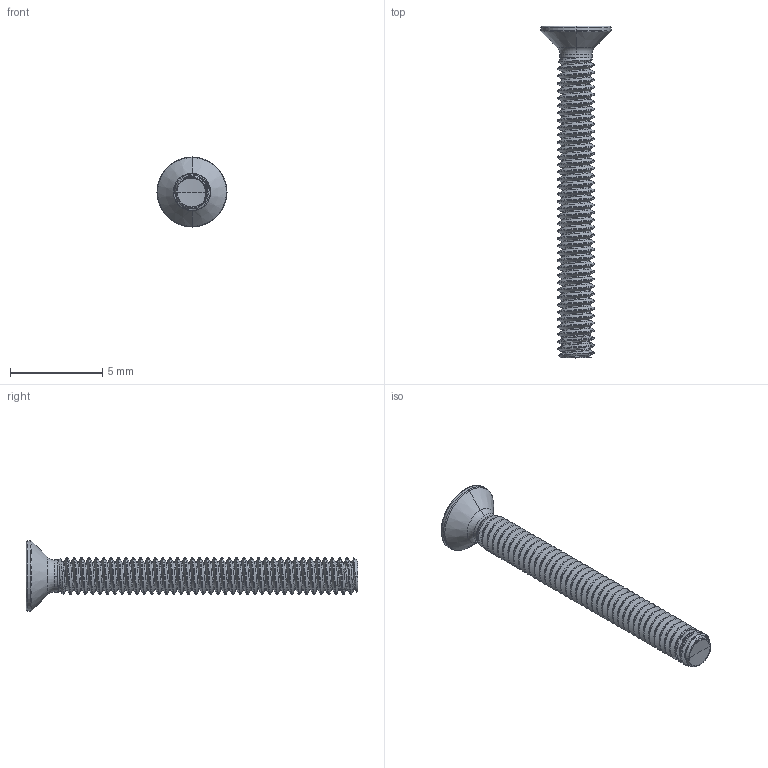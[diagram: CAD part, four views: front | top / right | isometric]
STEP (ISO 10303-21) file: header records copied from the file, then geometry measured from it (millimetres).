
FILE_DESCRIPTION (( 'STEP AP203' ), '1' );
FILE_NAME ('STM410200180.STEP', '2020-12-18T16:48:50', ( '' ), ( '' ), 'SwSTEP 2.0', 'SolidWorks 2015', '' );
FILE_SCHEMA (( 'CONFIG_CONTROL_DESIGN' ));
Length unit declared in the file: millimetre
Products named in the file (2): STM410200180
Bounding box: 3.8 x 18 x 3.8 mm (x, y, z)
Volume: 48.3 mm3; surface area: 184.8 mm2
Topology: 1 solids, 1 shells, 149 faces, 409 edges, 261 vertices
Faces by surface type: cylinder 103, bspline 18, torus 12, cone 12, sphere 2, plane 2
Entity records: 32585 total; most frequent: CARTESIAN_POINT 29319, ORIENTED_EDGE 814, DIRECTION 495, EDGE_CURVE 407, VERTEX_POINT 261, AXIS2_PLACEMENT_3D 191, EDGE_LOOP 150, ADVANCED_FACE 149
